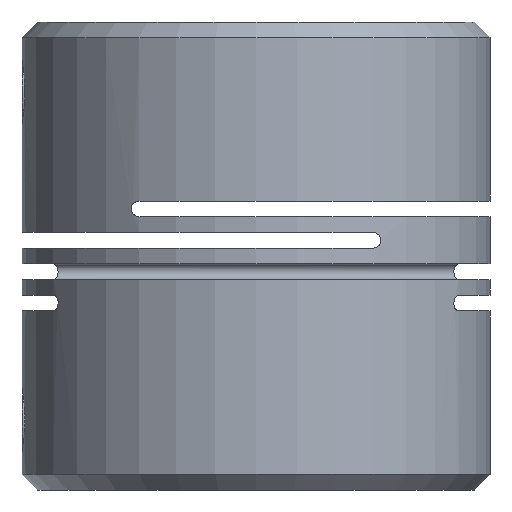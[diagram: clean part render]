
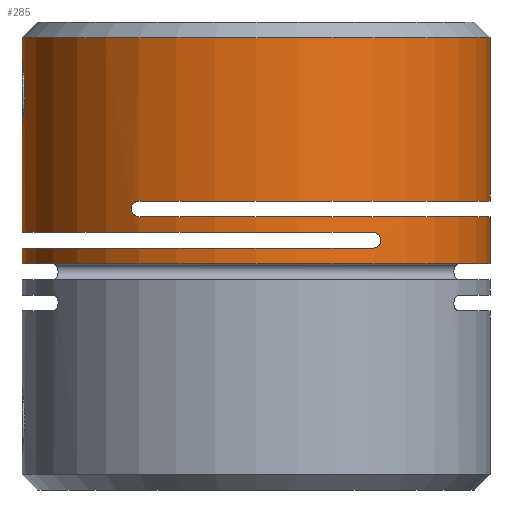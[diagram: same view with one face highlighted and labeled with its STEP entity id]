
A CAD part, left-side view. The second image highlights one B-rep face of the part: STEP entity #285.
In plain terms, the highlighted cylindrical face has radius 10 mm (diameter 20 mm), a partial arc.
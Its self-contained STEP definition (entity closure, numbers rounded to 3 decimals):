
#285=ADVANCED_FACE('',(#665),#666,.T.);
#665=FACE_OUTER_BOUND('',#1168,.T.);
#666=CYLINDRICAL_SURFACE('',#1169,10.0);
#1168=EDGE_LOOP('',(#1880,#1881,#1882,#1883,#1884,#1885,#1886,#1887,#1888,#1889,#1890,#1891,#1892,#1893,#1894));
#1169=AXIS2_PLACEMENT_3D('',#1895,#1896,#1897);
#1880=ORIENTED_EDGE('',*,*,#3135,.F.);
#1881=ORIENTED_EDGE('',*,*,#2999,.T.);
#1882=ORIENTED_EDGE('',*,*,#3136,.F.);
#1883=ORIENTED_EDGE('',*,*,#3069,.T.);
#1884=ORIENTED_EDGE('',*,*,#3137,.T.);
#1885=ORIENTED_EDGE('',*,*,#2923,.T.);
#1886=ORIENTED_EDGE('',*,*,#3138,.F.);
#1887=ORIENTED_EDGE('',*,*,#3139,.F.);
#1888=ORIENTED_EDGE('',*,*,#3140,.F.);
#1889=ORIENTED_EDGE('',*,*,#3112,.T.);
#1890=ORIENTED_EDGE('',*,*,#3141,.T.);
#1891=ORIENTED_EDGE('',*,*,#3142,.F.);
#1892=ORIENTED_EDGE('',*,*,#3143,.T.);
#1893=ORIENTED_EDGE('',*,*,#3144,.T.);
#1894=ORIENTED_EDGE('',*,*,#3145,.T.);
#1895=CARTESIAN_POINT('',(0.0,0.0,0.0));
#1896=DIRECTION('',(0.0,-0.0,1.0));
#1897=DIRECTION('',(0.0,1.0,0.0));
#2923=EDGE_CURVE('',#3478,#3479,#3480,.T.);
#2999=EDGE_CURVE('',#3610,#3614,#3616,.T.);
#3069=EDGE_CURVE('',#3735,#3737,#3739,.T.);
#3112=EDGE_CURVE('',#3809,#3807,#3810,.T.);
#3135=EDGE_CURVE('',#3610,#3843,#3844,.T.);
#3136=EDGE_CURVE('',#3735,#3614,#3845,.T.);
#3137=EDGE_CURVE('',#3737,#3478,#3846,.T.);
#3138=EDGE_CURVE('',#3847,#3479,#3848,.T.);
#3139=EDGE_CURVE('',#3849,#3847,#3850,.T.);
#3140=EDGE_CURVE('',#3809,#3849,#3851,.T.);
#3141=EDGE_CURVE('',#3807,#3852,#3853,.T.);
#3142=EDGE_CURVE('',#3854,#3852,#3855,.T.);
#3143=EDGE_CURVE('',#3854,#3856,#3857,.T.);
#3144=EDGE_CURVE('',#3856,#3858,#3859,.T.);
#3145=EDGE_CURVE('',#3858,#3843,#3860,.T.);
#3478=VERTEX_POINT('',#4294);
#3479=VERTEX_POINT('',#4295);
#3480=CIRCLE('',#4296,10.0);
#3610=VERTEX_POINT('',#4474);
#3614=VERTEX_POINT('',#4479);
#3616=CIRCLE('',#4481,10.0);
#3735=VERTEX_POINT('',#4760);
#3737=VERTEX_POINT('',#4762);
#3739=CIRCLE('',#4765,10.0);
#3807=VERTEX_POINT('',#4924);
#3809=VERTEX_POINT('',#4927);
#3810=B_SPLINE_CURVE_WITH_KNOTS('',3,(#4928,#4929,#4930,#4931,#4932,#4933,#4934,#4935,#4936,#4937),.UNSPECIFIED.,.F.,.F.,(4,2,2,2,4),(0.007,0.007,0.008,0.008,0.009),.UNSPECIFIED.);
#3843=VERTEX_POINT('',#5029);
#3844=LINE('',#5030,#5031);
#3845=LINE('',#5032,#5033);
#3846=B_SPLINE_CURVE_WITH_KNOTS('',3,(#5034,#5035,#5036,#5037,#5038,#5039,#5040,#5041,#5042,#5043,#5044,#5045,#5046,#5047,#5048,#5049,#5050,#5051,#5052,#5053,#5054,#5055),.UNSPECIFIED.,.F.,.F.,(4,2,2,2,2,2,2,2,2,2,4),(0.,0.001,0.001,0.001,0.001,0.001,0.001,0.001,0.001,0.002,0.002),.UNSPECIFIED.);
#3847=VERTEX_POINT('',#5056);
#3848=LINE('',#5057,#5058);
#3849=VERTEX_POINT('',#5059);
#3850=CIRCLE('',#5060,10.0);
#3851=LINE('',#5061,#5062);
#3852=VERTEX_POINT('',#5063);
#3853=B_SPLINE_CURVE_WITH_KNOTS('',3,(#5064,#5065,#5066,#5067,#5068,#5069,#5070,#5071,#5072,#5073,#5074,#5075,#5076),.UNSPECIFIED.,.F.,.F.,(4,3,2,2,2,4),(0.009,0.009,0.01,0.01,0.011,0.011),.UNSPECIFIED.);
#3854=VERTEX_POINT('',#5077);
#3855=LINE('',#5078,#5079);
#3856=VERTEX_POINT('',#5080);
#3857=CIRCLE('',#5081,10.0);
#3858=VERTEX_POINT('',#5082);
#3859=B_SPLINE_CURVE_WITH_KNOTS('',3,(#5083,#5084,#5085,#5086,#5087,#5088,#5089,#5090,#5091,#5092,#5093,#5094,#5095,#5096,#5097,#5098,#5099,#5100,#5101,#5102,#5103,#5104,#5105),.UNSPECIFIED.,.F.,.F.,(4,2,2,2,2,3,2,2,2,2,4),(-0.001,-0.001,0.,0.,0.,0.0,0.,0.,0.,0.001,0.001),.UNSPECIFIED.);
#3860=CIRCLE('',#5106,10.0);
#4294=CARTESIAN_POINT('',(-8.66,5.0,2.35));
#4295=CARTESIAN_POINT('',(0.,-10.0,2.35));
#4296=AXIS2_PLACEMENT_3D('',#5848,#5849,#5850);
#4474=CARTESIAN_POINT('',(0.,10.0,-0.336));
#4479=CARTESIAN_POINT('',(0.,-10.0,-0.336));
#4481=AXIS2_PLACEMENT_3D('',#5942,#5943,#5944);
#4760=CARTESIAN_POINT('',(0.,-10.0,1.679));
#4762=CARTESIAN_POINT('',(-8.66,5.0,1.679));
#4765=AXIS2_PLACEMENT_3D('',#6014,#6015,#6016);
#4924=CARTESIAN_POINT('',(-1.434,9.897,7.439));
#4927=CARTESIAN_POINT('',(0.,10.0,8.5));
#4928=CARTESIAN_POINT('',(0.,10.0,8.5));
#4929=CARTESIAN_POINT('',(-0.189,10.0,8.5));
#4930=CARTESIAN_POINT('',(-0.39,9.994,8.462));
#4931=CARTESIAN_POINT('',(-0.759,9.973,8.309));
#4932=CARTESIAN_POINT('',(-0.928,9.958,8.194));
#4933=CARTESIAN_POINT('',(-1.194,9.929,7.928));
#4934=CARTESIAN_POINT('',(-1.309,9.914,7.759));
#4935=CARTESIAN_POINT('',(-1.404,9.901,7.53));
#4936=CARTESIAN_POINT('',(-1.42,9.899,7.485));
#4937=CARTESIAN_POINT('',(-1.434,9.897,7.439));
#5029=CARTESIAN_POINT('',(0.,10.0,0.336));
#5030=CARTESIAN_POINT('',(0.,10.0,0.0));
#5031=VECTOR('',#6079,1.0);
#5032=CARTESIAN_POINT('',(0.,-10.0,0.0));
#5033=VECTOR('',#6080,1.0);
#5034=CARTESIAN_POINT('',(-8.734,4.87,1.705));
#5035=CARTESIAN_POINT('',(-8.71,4.912,1.687));
#5036=CARTESIAN_POINT('',(-8.685,4.958,1.679));
#5037=CARTESIAN_POINT('',(-8.635,5.043,1.679));
#5038=CARTESIAN_POINT('',(-8.609,5.089,1.687));
#5039=CARTESIAN_POINT('',(-8.558,5.174,1.723));
#5040=CARTESIAN_POINT('',(-8.534,5.213,1.751));
#5041=CARTESIAN_POINT('',(-8.498,5.271,1.812));
#5042=CARTESIAN_POINT('',(-8.483,5.295,1.848));
#5043=CARTESIAN_POINT('',(-8.463,5.327,1.928));
#5044=CARTESIAN_POINT('',(-8.458,5.336,1.972));
#5045=CARTESIAN_POINT('',(-8.458,5.336,2.056));
#5046=CARTESIAN_POINT('',(-8.463,5.327,2.1));
#5047=CARTESIAN_POINT('',(-8.483,5.295,2.18));
#5048=CARTESIAN_POINT('',(-8.498,5.271,2.216));
#5049=CARTESIAN_POINT('',(-8.534,5.213,2.278));
#5050=CARTESIAN_POINT('',(-8.558,5.174,2.305));
#5051=CARTESIAN_POINT('',(-8.609,5.089,2.341));
#5052=CARTESIAN_POINT('',(-8.635,5.043,2.35));
#5053=CARTESIAN_POINT('',(-8.685,4.958,2.35));
#5054=CARTESIAN_POINT('',(-8.71,4.912,2.342));
#5055=CARTESIAN_POINT('',(-8.734,4.87,2.324));
#5056=CARTESIAN_POINT('',(0.,-10.0,9.329));
#5057=CARTESIAN_POINT('',(0.,-10.0,0.0));
#5058=VECTOR('',#6081,1.0);
#5059=CARTESIAN_POINT('',(0.0,10.0,9.329));
#5060=AXIS2_PLACEMENT_3D('',#6082,#6083,#6084);
#5061=CARTESIAN_POINT('',(0.,10.0,0.0));
#5062=VECTOR('',#6085,1.0);
#5063=CARTESIAN_POINT('',(0.,10.0,5.5));
#5064=CARTESIAN_POINT('',(-1.434,9.897,7.439));
#5065=CARTESIAN_POINT('',(-1.478,9.89,7.294));
#5066=CARTESIAN_POINT('',(-1.5,9.887,7.143));
#5067=CARTESIAN_POINT('',(-1.5,9.887,7.0));
#5068=CARTESIAN_POINT('',(-1.5,9.887,6.811));
#5069=CARTESIAN_POINT('',(-1.462,9.893,6.61));
#5070=CARTESIAN_POINT('',(-1.309,9.914,6.241));
#5071=CARTESIAN_POINT('',(-1.194,9.929,6.072));
#5072=CARTESIAN_POINT('',(-0.928,9.958,5.806));
#5073=CARTESIAN_POINT('',(-0.759,9.973,5.691));
#5074=CARTESIAN_POINT('',(-0.39,9.994,5.538));
#5075=CARTESIAN_POINT('',(-0.189,10.0,5.5));
#5076=CARTESIAN_POINT('',(0.,10.0,5.5));
#5077=CARTESIAN_POINT('',(0.,10.0,1.007));
#5078=CARTESIAN_POINT('',(0.,10.0,0.0));
#5079=VECTOR('',#6086,1.0);
#5080=CARTESIAN_POINT('',(-8.66,-5.0,1.007));
#5081=AXIS2_PLACEMENT_3D('',#6087,#6088,#6089);
#5082=CARTESIAN_POINT('',(-8.66,-5.0,0.336));
#5083=CARTESIAN_POINT('',(-8.734,-4.87,0.981));
#5084=CARTESIAN_POINT('',(-8.71,-4.912,0.999));
#5085=CARTESIAN_POINT('',(-8.685,-4.958,1.007));
#5086=CARTESIAN_POINT('',(-8.635,-5.043,1.007));
#5087=CARTESIAN_POINT('',(-8.609,-5.089,0.998));
#5088=CARTESIAN_POINT('',(-8.558,-5.174,0.962));
#5089=CARTESIAN_POINT('',(-8.534,-5.213,0.935));
#5090=CARTESIAN_POINT('',(-8.498,-5.271,0.873));
#5091=CARTESIAN_POINT('',(-8.483,-5.295,0.837));
#5092=CARTESIAN_POINT('',(-8.463,-5.327,0.757));
#5093=CARTESIAN_POINT('',(-8.458,-5.336,0.713));
#5094=CARTESIAN_POINT('',(-8.458,-5.336,0.671));
#5095=CARTESIAN_POINT('',(-8.458,-5.336,0.629));
#5096=CARTESIAN_POINT('',(-8.463,-5.327,0.585));
#5097=CARTESIAN_POINT('',(-8.483,-5.295,0.505));
#5098=CARTESIAN_POINT('',(-8.498,-5.271,0.47));
#5099=CARTESIAN_POINT('',(-8.534,-5.213,0.408));
#5100=CARTESIAN_POINT('',(-8.558,-5.174,0.381));
#5101=CARTESIAN_POINT('',(-8.609,-5.089,0.344));
#5102=CARTESIAN_POINT('',(-8.635,-5.043,0.336));
#5103=CARTESIAN_POINT('',(-8.684,-4.959,0.336));
#5104=CARTESIAN_POINT('',(-8.709,-4.915,0.344));
#5105=CARTESIAN_POINT('',(-8.732,-4.874,0.36));
#5106=AXIS2_PLACEMENT_3D('',#6090,#6091,#6092);
#5848=CARTESIAN_POINT('',(0.0,0.0,2.35));
#5849=DIRECTION('',(0.0,-0.0,1.0));
#5850=DIRECTION('',(0.0,1.0,0.0));
#5942=CARTESIAN_POINT('',(0.0,0.0,-0.336));
#5943=DIRECTION('',(0.0,-0.0,1.0));
#5944=DIRECTION('',(0.0,1.0,0.0));
#6014=CARTESIAN_POINT('',(0.0,0.0,1.679));
#6015=DIRECTION('',(0.0,0.0,-1.0));
#6016=DIRECTION('',(0.0,1.0,0.0));
#6079=DIRECTION('',(0.0,0.0,1.0));
#6080=DIRECTION('',(-0.0,-0.0,-1.0));
#6081=DIRECTION('',(-0.0,-0.0,-1.0));
#6082=CARTESIAN_POINT('',(0.0,0.0,9.329));
#6083=DIRECTION('',(0.0,-0.0,1.0));
#6084=DIRECTION('',(0.0,1.0,0.0));
#6085=DIRECTION('',(0.0,0.0,1.0));
#6086=DIRECTION('',(0.0,0.0,1.0));
#6087=CARTESIAN_POINT('',(0.0,0.0,1.007));
#6088=DIRECTION('',(0.0,-0.0,1.0));
#6089=DIRECTION('',(0.0,1.0,0.0));
#6090=CARTESIAN_POINT('',(0.0,0.0,0.336));
#6091=DIRECTION('',(0.0,0.0,-1.0));
#6092=DIRECTION('',(0.0,1.0,0.0));
